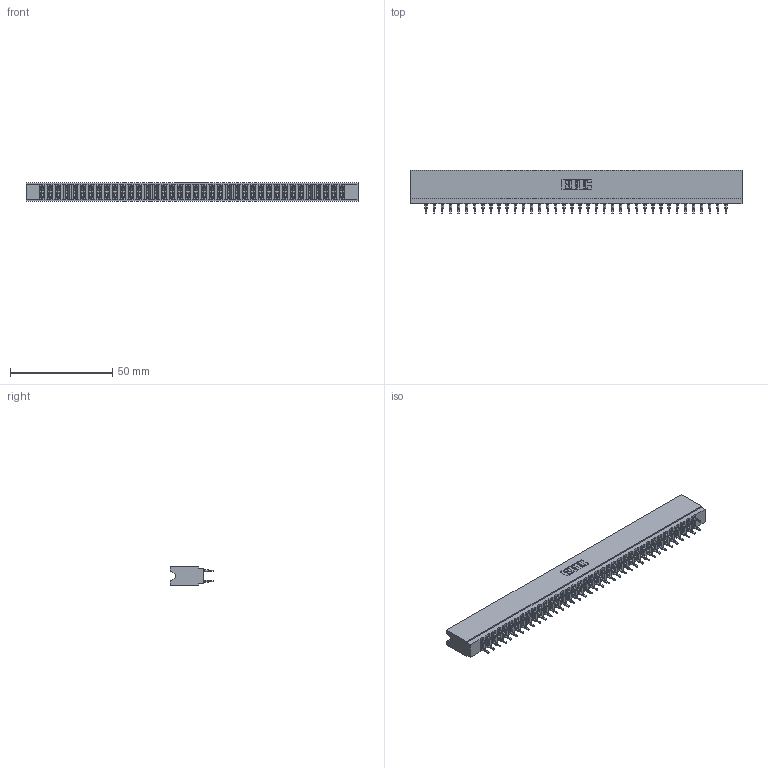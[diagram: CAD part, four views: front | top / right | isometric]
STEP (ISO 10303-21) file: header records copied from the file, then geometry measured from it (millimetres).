
FILE_DESCRIPTION (( 'STEP AP203' ), '1' );
FILE_NAME ('737-076-520-206.STEP', '2020-09-11T07:46:04', ( '' ), ( '' ), 'SwSTEP 2.0', 'SolidWorks 2020', '' );
FILE_SCHEMA (( 'CONFIG_CONTROL_DESIGN' ));
Length unit declared in the file: inch
Products named in the file (3): 737-076-520-206; 737 Part_Insulator Option - 06; 745-292-001_520
Assembly tree (77 placements, depth 2):
  737-076-520-206
    737 Part_Insulator Option - 06
    745-292-001_520  x76
Bounding box: 162.41 x 21.22 x 8.89 mm (x, y, z)
Volume: 15993.8 mm3; surface area: 22767.6 mm2
Topology: 77 solids, 77 shells, 6935 faces, 18649 edges, 11722 vertices
Faces by surface type: plane 3589, bspline 1520, cylinder 1370, torus 456
Entity records: 65767 total; most frequent: CARTESIAN_POINT 11920, ORIENTED_EDGE 11348, DIRECTION 9908, EDGE_CURVE 5674, LINE 5264, VECTOR 5264, VERTEX_POINT 3622, AXIS2_PLACEMENT_3D 2322
